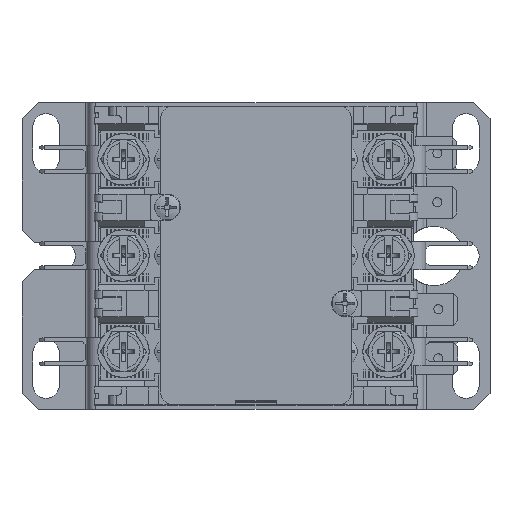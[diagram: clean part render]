
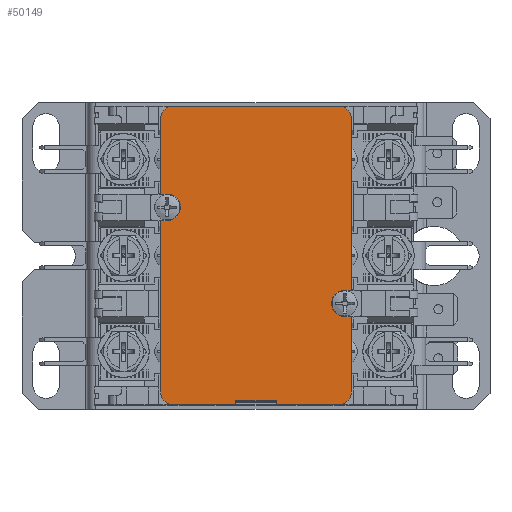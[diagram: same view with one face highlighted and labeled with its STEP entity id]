
A CAD part, top view. The second image highlights one B-rep face of the part: STEP entity #50149.
In plain terms, the highlighted face is planar.
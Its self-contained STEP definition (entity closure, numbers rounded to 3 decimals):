
#1225=CIRCLE($,#53723,2.6);
#1227=CIRCLE($,#53728,2.6);
#1228=CIRCLE($,#53735,2.5);
#1229=CIRCLE($,#53737,2.5);
#1234=CIRCLE($,#53744,2.5);
#1235=CIRCLE($,#53746,2.5);
#4526=FACE_OUTER_BOUND($,#7390,.T.);
#7390=EDGE_LOOP($,(#41228,#41229,#41230,#41231,#41232,#41233,#41234,#41235,
#41236,#41237,#41238,#41239,#41240,#41241,#41242,#41243,#41244,#41245,#41246,
#41247));
#8005=LINE($,#70441,#13043);
#8046=LINE($,#70528,#13084);
#8054=LINE($,#70544,#13092);
#12419=LINE($,#89381,#17457);
#12441=LINE($,#89432,#17479);
#12445=LINE($,#89439,#17483);
#12448=LINE($,#89450,#17486);
#12452=LINE($,#89457,#17490);
#12455=LINE($,#89465,#17493);
#12458=LINE($,#89469,#17496);
#12460=LINE($,#89472,#17498);
#12472=LINE($,#89502,#17510);
#12486=LINE($,#89536,#17524);
#12487=LINE($,#89537,#17525);
#13043=VECTOR($,#54848,32.5);
#13084=VECTOR($,#54897,12.31);
#13092=VECTOR($,#54905,12.31);
#17457=VECTOR($,#65478,33.7);
#17479=VECTOR($,#65512,1.3);
#17483=VECTOR($,#65518,1.3);
#17486=VECTOR($,#65529,1.3);
#17490=VECTOR($,#65535,1.3);
#17493=VECTOR($,#65540,7.88);
#17496=VECTOR($,#65545,0.8);
#17498=VECTOR($,#65549,0.8);
#17510=VECTOR($,#65575,33.7);
#17524=VECTOR($,#65601,14.8);
#17525=VECTOR($,#65602,14.8);
#18777=VERTEX_POINT($,#70438);
#18778=VERTEX_POINT($,#70440);
#18819=VERTEX_POINT($,#70525);
#18820=VERTEX_POINT($,#70527);
#18827=VERTEX_POINT($,#70541);
#18828=VERTEX_POINT($,#70543);
#22338=VERTEX_POINT($,#89378);
#22339=VERTEX_POINT($,#89380);
#22359=VERTEX_POINT($,#89423);
#22360=VERTEX_POINT($,#89425);
#22361=VERTEX_POINT($,#89429);
#22364=VERTEX_POINT($,#89436);
#22367=VERTEX_POINT($,#89444);
#22368=VERTEX_POINT($,#89446);
#22370=VERTEX_POINT($,#89454);
#22373=VERTEX_POINT($,#89462);
#22374=VERTEX_POINT($,#89464);
#22375=VERTEX_POINT($,#89476);
#22385=VERTEX_POINT($,#89500);
#22399=VERTEX_POINT($,#89534);
#23248=EDGE_CURVE($,#18777,#18778,#8005,.T.);
#23291=EDGE_CURVE($,#18819,#18820,#8046,.T.);
#23299=EDGE_CURVE($,#18827,#18828,#8054,.T.);
#28902=EDGE_CURVE($,#22338,#22339,#12419,.T.);
#28925=EDGE_CURVE($,#22360,#22359,#1225,.T.);
#28928=EDGE_CURVE($,#22359,#22361,#12441,.T.);
#28932=EDGE_CURVE($,#22364,#22360,#12445,.T.);
#28935=EDGE_CURVE($,#22368,#22367,#1227,.T.);
#28937=EDGE_CURVE($,#22367,#22339,#12448,.T.);
#28941=EDGE_CURVE($,#22370,#22368,#12452,.T.);
#28944=EDGE_CURVE($,#22374,#22373,#12455,.T.);
#28947=EDGE_CURVE($,#22373,#18820,#12458,.T.);
#28949=EDGE_CURVE($,#18827,#22374,#12460,.T.);
#28950=EDGE_CURVE($,#18828,#22338,#1228,.T.);
#28951=EDGE_CURVE($,#22375,#18819,#1229,.T.);
#28965=EDGE_CURVE($,#22385,#22361,#12472,.T.);
#28981=EDGE_CURVE($,#18778,#22385,#1234,.T.);
#28982=EDGE_CURVE($,#22399,#18777,#1235,.T.);
#28983=EDGE_CURVE($,#22370,#22399,#12486,.T.);
#28984=EDGE_CURVE($,#22364,#22375,#12487,.T.);
#41228=ORIENTED_EDGE($,*,*,#28982,.F.);
#41229=ORIENTED_EDGE($,*,*,#28983,.F.);
#41230=ORIENTED_EDGE($,*,*,#28941,.T.);
#41231=ORIENTED_EDGE($,*,*,#28935,.T.);
#41232=ORIENTED_EDGE($,*,*,#28937,.T.);
#41233=ORIENTED_EDGE($,*,*,#28902,.F.);
#41234=ORIENTED_EDGE($,*,*,#28950,.F.);
#41235=ORIENTED_EDGE($,*,*,#23299,.F.);
#41236=ORIENTED_EDGE($,*,*,#28949,.T.);
#41237=ORIENTED_EDGE($,*,*,#28944,.T.);
#41238=ORIENTED_EDGE($,*,*,#28947,.T.);
#41239=ORIENTED_EDGE($,*,*,#23291,.F.);
#41240=ORIENTED_EDGE($,*,*,#28951,.F.);
#41241=ORIENTED_EDGE($,*,*,#28984,.F.);
#41242=ORIENTED_EDGE($,*,*,#28932,.T.);
#41243=ORIENTED_EDGE($,*,*,#28925,.T.);
#41244=ORIENTED_EDGE($,*,*,#28928,.T.);
#41245=ORIENTED_EDGE($,*,*,#28965,.F.);
#41246=ORIENTED_EDGE($,*,*,#28981,.F.);
#41247=ORIENTED_EDGE($,*,*,#23248,.F.);
#44877=PLANE($,#53745);
#50149=ADVANCED_FACE($,(#4526),#44877,.F.);
#53723=AXIS2_PLACEMENT_3D($,#89426,#65506,#65507);
#53728=AXIS2_PLACEMENT_3D($,#89447,#65524,#65525);
#53735=AXIS2_PLACEMENT_3D($,#89474,#65552,#65553);
#53737=AXIS2_PLACEMENT_3D($,#89477,#65556,#65557);
#53744=AXIS2_PLACEMENT_3D($,#89532,#65595,#65596);
#53745=AXIS2_PLACEMENT_3D($,#89533,#65597,#65598);
#53746=AXIS2_PLACEMENT_3D($,#89535,#65599,#65600);
#54848=DIRECTION($,(1.,0.,0.));
#54897=DIRECTION($,(-1.,0.,0.));
#54905=DIRECTION($,(-1.,0.,0.));
#65478=DIRECTION($,(0.,1.,0.));
#65506=DIRECTION('center_axis',(0.,0.,
-1.));
#65507=DIRECTION('ref_axis',(0.,-1.,0.));
#65512=DIRECTION($,(1.,0.,0.));
#65518=DIRECTION($,(-1.,0.,0.));
#65524=DIRECTION('center_axis',(0.,0.,
-1.));
#65525=DIRECTION('ref_axis',(0.,-1.,0.));
#65529=DIRECTION($,(-1.,0.,0.));
#65535=DIRECTION($,(1.,0.,0.));
#65540=DIRECTION($,(1.,0.,0.));
#65545=DIRECTION($,(0.,-1.,0.));
#65549=DIRECTION($,(0.,1.,0.));
#65552=DIRECTION('center_axis',(0.,0.,
-1.));
#65553=DIRECTION('ref_axis',(-0.707,-0.707,0.));
#65556=DIRECTION('center_axis',(0.,0.,
-1.));
#65557=DIRECTION('ref_axis',(0.707,-0.707,0.));
#65575=DIRECTION($,(0.,-1.,0.));
#65595=DIRECTION('center_axis',(0.,0.,
-1.));
#65596=DIRECTION('ref_axis',(0.707,0.707,0.));
#65597=DIRECTION('center_axis',(0.,0.,
-1.));
#65598=DIRECTION('ref_axis',(0.,1.,0.));
#65599=DIRECTION('center_axis',(0.,0.,
-1.));
#65600=DIRECTION('ref_axis',(-0.707,0.707,0.));
#65601=DIRECTION($,(0.,1.,0.));
#65602=DIRECTION($,(0.,-1.,0.));
#70438=CARTESIAN_POINT('',(-16.25,29.35,73.92));
#70440=CARTESIAN_POINT('',(16.25,29.35,73.92));
#70441=CARTESIAN_POINT($,(-18.75,29.35,73.92));
#70525=CARTESIAN_POINT('',(16.25,-29.35,73.92));
#70527=CARTESIAN_POINT('',(3.94,-29.35,73.92));
#70528=CARTESIAN_POINT($,(18.75,-29.35,73.92));
#70541=CARTESIAN_POINT('',(-3.94,-29.35,73.92));
#70543=CARTESIAN_POINT('',(-16.25,-29.35,73.92));
#70544=CARTESIAN_POINT($,(18.75,-29.35,73.92));
#89378=CARTESIAN_POINT('',(-18.75,-26.85,73.92));
#89380=CARTESIAN_POINT('',(-18.75,6.85,73.92));
#89381=CARTESIAN_POINT($,(-18.75,-29.35,73.92));
#89423=CARTESIAN_POINT('',(17.45,-6.85,73.92));
#89425=CARTESIAN_POINT('',(17.45,-12.05,73.92));
#89426=CARTESIAN_POINT('Origin',(17.45,-9.45,73.92));
#89429=CARTESIAN_POINT('',(18.75,-6.85,73.92));
#89432=CARTESIAN_POINT($,(10.325,-6.85,73.92));
#89436=CARTESIAN_POINT('',(18.75,-12.05,73.92));
#89439=CARTESIAN_POINT($,(8.725,-12.05,73.92));
#89444=CARTESIAN_POINT('',(-17.45,6.85,73.92));
#89446=CARTESIAN_POINT('',(-17.45,12.05,73.92));
#89447=CARTESIAN_POINT('Origin',(-17.45,9.45,73.92));
#89450=CARTESIAN_POINT($,(-10.325,6.85,73.92));
#89454=CARTESIAN_POINT('',(-18.75,12.05,73.92));
#89457=CARTESIAN_POINT($,(-8.725,12.05,73.92));
#89462=CARTESIAN_POINT('',(3.94,-28.55,73.92));
#89464=CARTESIAN_POINT('',(-3.94,-28.55,73.92));
#89465=CARTESIAN_POINT($,(1.97,-28.55,73.92));
#89469=CARTESIAN_POINT($,(3.94,-14.675,73.92));
#89472=CARTESIAN_POINT($,(-3.94,-14.275,73.92));
#89474=CARTESIAN_POINT('Origin',(-16.25,-26.85,73.92));
#89476=CARTESIAN_POINT('',(18.75,-26.85,73.92));
#89477=CARTESIAN_POINT('Origin',(16.25,-26.85,73.92));
#89500=CARTESIAN_POINT('',(18.75,26.85,73.92));
#89502=CARTESIAN_POINT($,(18.75,29.35,73.92));
#89532=CARTESIAN_POINT('Origin',(16.25,26.85,73.92));
#89533=CARTESIAN_POINT('Origin',(0.,0.,73.92));
#89534=CARTESIAN_POINT('',(-18.75,26.85,73.92));
#89535=CARTESIAN_POINT('Origin',(-16.25,26.85,73.92));
#89536=CARTESIAN_POINT($,(-18.75,-29.35,73.92));
#89537=CARTESIAN_POINT($,(18.75,29.35,73.92));
